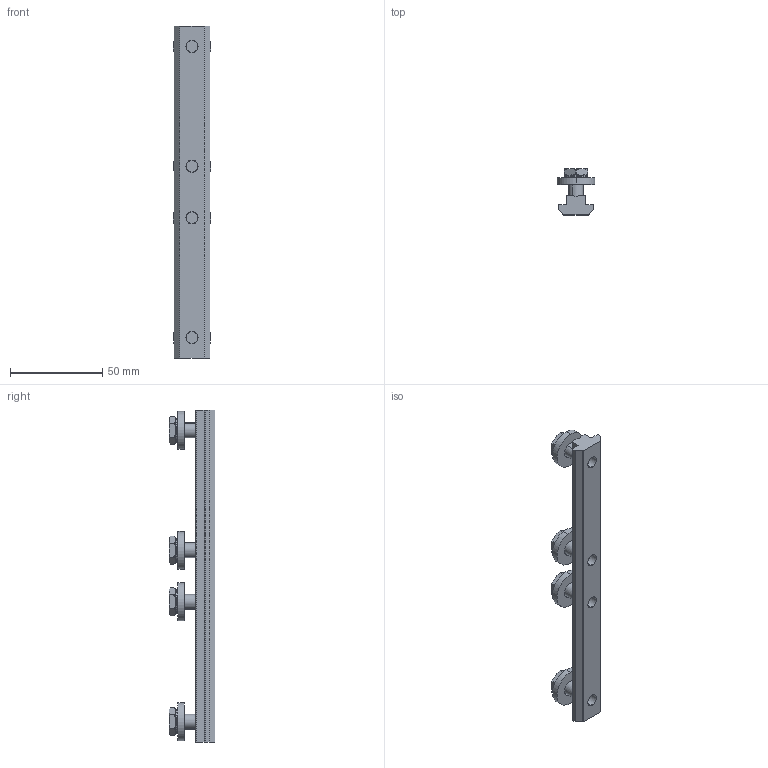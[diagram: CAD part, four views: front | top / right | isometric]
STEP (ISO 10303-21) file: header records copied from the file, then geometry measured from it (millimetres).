
FILE_DESCRIPTION (( 'STEP AP203' ), '1' );
FILE_NAME ('151248.step', '2021-06-03T16:41:14', ( '' ), ( '' ), 'SwSTEP 2.0', 'SolidWorks 2021', '' );
FILE_SCHEMA (( 'CONFIG_CONTROL_DESIGN' ));
Length unit declared in the file: millimetre
Products named in the file (1): 151248
Bounding box: 20.5 x 24.9 x 180 mm (x, y, z)
Volume: 34104.9 mm3; surface area: 18537.5 mm2
Topology: 13 solids, 13 shells, 229 faces, 529 edges, 318 vertices
Faces by surface type: cylinder 82, plane 67, cone 48, torus 32
Entity records: 9260 total; most frequent: CARTESIAN_POINT 4029, DIRECTION 1113, ORIENTED_EDGE 1058, EDGE_CURVE 529, AXIS2_PLACEMENT_3D 466, VERTEX_POINT 318, EDGE_LOOP 245, CIRCLE 236
